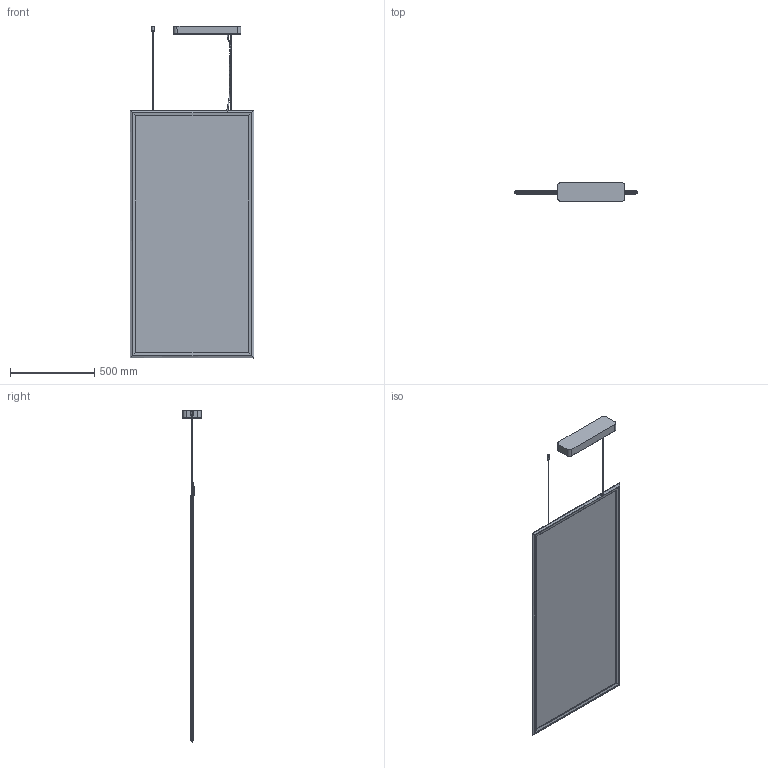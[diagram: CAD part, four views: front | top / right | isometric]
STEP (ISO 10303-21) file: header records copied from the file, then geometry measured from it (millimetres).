
FILE_DESCRIPTION(/* description */ (''),/* implementation_level */ '2;1');
FILE_NAME(/* name */ 'Discovery Rectangular',/* time_stamp */ '2025-02-18T11:48:21+01:00',/* author */ (''),/* organization */ (''),/* preprocessor_version */ 'ST-DEVELOPER v16.5',/* originating_system */ 'Rhino 7.38',/* authorisation */ '');
FILE_SCHEMA (('AUTOMOTIVE_DESIGN'));
Length unit declared in the file: millimetre
Products named in the file (1): Document
Bounding box: 734.69 x 110.12 x 1969.11 mm (x, y, z)
Volume: 7412287.5 mm3; surface area: 2544818.2 mm2
Topology: 7 solids, 11 shells, 213 faces, 502 edges, 313 vertices
Faces by surface type: bspline 119, plane 60, cylinder 34
Entity records: 9983 total; most frequent: CARTESIAN_POINT 5889, ORIENTED_EDGE 959, EDGE_CURVE 499, VERTEX_POINT 309, B_SPLINE_CURVE_WITH_KNOTS 245, EDGE_LOOP 222, ADVANCED_FACE 213, FACE_OUTER_BOUND 213
